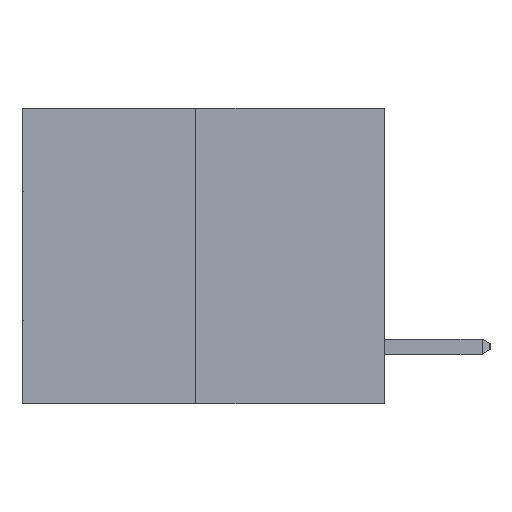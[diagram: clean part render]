
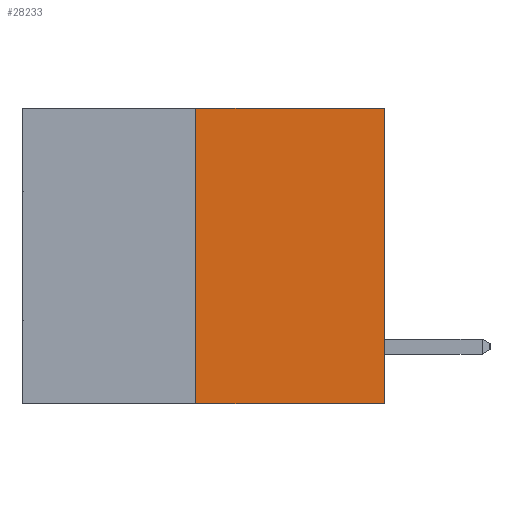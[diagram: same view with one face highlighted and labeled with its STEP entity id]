
A CAD part, left-side view. The second image highlights one B-rep face of the part: STEP entity #28233.
In plain terms, the highlighted planar face has unit normal (-1, 0, 0).
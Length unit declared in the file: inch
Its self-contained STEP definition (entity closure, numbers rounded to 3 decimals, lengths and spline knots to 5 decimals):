
#1098 = LINE ( 'NONE', #24911, #24086 ) ;
#1271 = VECTOR ( 'NONE', #27522, 39.37008 ) ;
#1414 = CARTESIAN_POINT ( 'NONE',  ( 0., 0.312, 0. ) ) ;
#3699 = EDGE_CURVE ( 'NONE', #7059, #23413, #1098, .T. ) ;
#4105 = CARTESIAN_POINT ( 'NONE',  ( 0., 0., 0. ) ) ;
#4273 = VERTEX_POINT ( 'NONE', #18626 ) ;
#5143 = ORIENTED_EDGE ( 'NONE', *, *, #6426, .F. ) ;
#5229 = DIRECTION ( 'NONE',  ( 1., 0., 0. ) ) ;
#5329 = LINE ( 'NONE', #4105, #23771 ) ;
#6426 = EDGE_CURVE ( 'NONE', #25151, #7059, #16772, .T. ) ;
#7059 = VERTEX_POINT ( 'NONE', #1414 ) ;
#7915 = LINE ( 'NONE', #25549, #17344 ) ;
#8030 = ORIENTED_EDGE ( 'NONE', *, *, #19264, .T. ) ;
#9018 = CARTESIAN_POINT ( 'NONE',  ( 0., 0., 0. ) ) ;
#10071 = DIRECTION ( 'NONE',  ( 0., 0., -1. ) ) ;
#13160 = DIRECTION ( 'NONE',  ( 0., -1., 0. ) ) ;
#14332 = AXIS2_PLACEMENT_3D ( 'NONE', #19879, #5229, #10071 ) ;
#15575 = DIRECTION ( 'NONE',  ( 0., -1., 0. ) ) ;
#15576 = ORIENTED_EDGE ( 'NONE', *, *, #19214, .T. ) ;
#16772 = LINE ( 'NONE', #22892, #1271 ) ;
#17028 = PLANE ( 'NONE',  #14332 ) ;
#17056 = FACE_OUTER_BOUND ( 'NONE', #28685, .T. ) ;
#17344 = VECTOR ( 'NONE', #13160, 39.37008 ) ;
#18626 = CARTESIAN_POINT ( 'NONE',  ( 0., 0., -0.49 ) ) ;
#19214 = EDGE_CURVE ( 'NONE', #25151, #4273, #7915, .T. ) ;
#19264 = EDGE_CURVE ( 'NONE', #4273, #23413, #5329, .T. ) ;
#19746 = CARTESIAN_POINT ( 'NONE',  ( 0., 0.312, -0.49 ) ) ;
#19879 = CARTESIAN_POINT ( 'NONE',  ( 0., 0.6, 0. ) ) ;
#22892 = CARTESIAN_POINT ( 'NONE',  ( 0., 0.312, -0.49 ) ) ;
#23413 = VERTEX_POINT ( 'NONE', #9018 ) ;
#23771 = VECTOR ( 'NONE', #28049, 39.37008 ) ;
#24086 = VECTOR ( 'NONE', #15575, 39.37008 ) ;
#24911 = CARTESIAN_POINT ( 'NONE',  ( 0., 0.6, 0. ) ) ;
#25151 = VERTEX_POINT ( 'NONE', #19746 ) ;
#25549 = CARTESIAN_POINT ( 'NONE',  ( 0., 0.6, -0.49 ) ) ;
#27522 = DIRECTION ( 'NONE',  ( 0., 0., 1. ) ) ;
#28049 = DIRECTION ( 'NONE',  ( 0., 0., 1. ) ) ;
#28233 = ADVANCED_FACE ( 'NONE', ( #17056 ), #17028, .F. ) ;
#28685 = EDGE_LOOP ( 'NONE', ( #5143, #15576, #8030, #30099 ) ) ;
#30099 = ORIENTED_EDGE ( 'NONE', *, *, #3699, .F. ) ;
